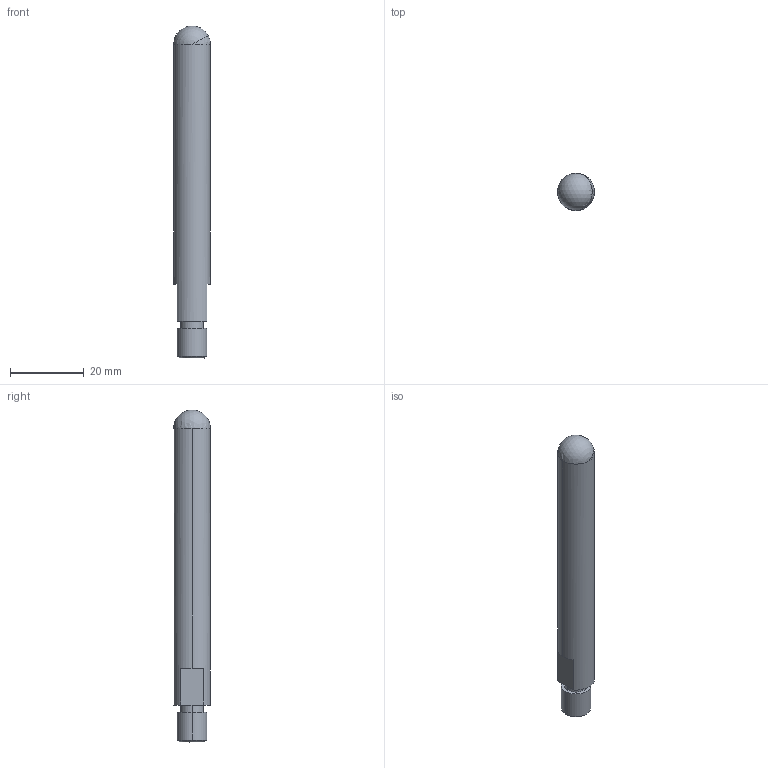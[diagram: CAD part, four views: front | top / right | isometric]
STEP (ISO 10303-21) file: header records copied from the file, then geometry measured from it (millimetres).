
FILE_DESCRIPTION(('CATIA V5 STEP Exchange'),'2;1');
FILE_NAME('maner.stp','2024-03-02T21:14:12+00:00',('none'),('none'),'CATIA Version 5 Release 21 GA (IN-10)','CATIA V5 STEP AP203','none');
FILE_SCHEMA(('CONFIG_CONTROL_DESIGN'));
Length unit declared in the file: millimetre
Products named in the file (1): maner
Bounding box: 10 x 10 x 89.96 mm (x, y, z)
Volume: 6530 mm3; surface area: 2855.6 mm2
Topology: 1 solids, 1 shells, 17 faces, 41 edges, 24 vertices
Faces by surface type: plane 7, cylinder 6, sphere 2, cone 2
Entity records: 472 total; most frequent: CARTESIAN_POINT 74, ORIENTED_EDGE 74, DIRECTION 61, EDGE_CURVE 37, AXIS2_PLACEMENT_3D 34, VERTEX_POINT 24, CIRCLE 21, EDGE_LOOP 19
